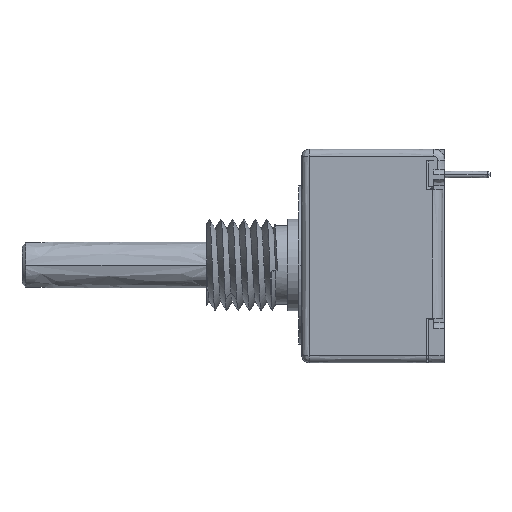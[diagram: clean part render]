
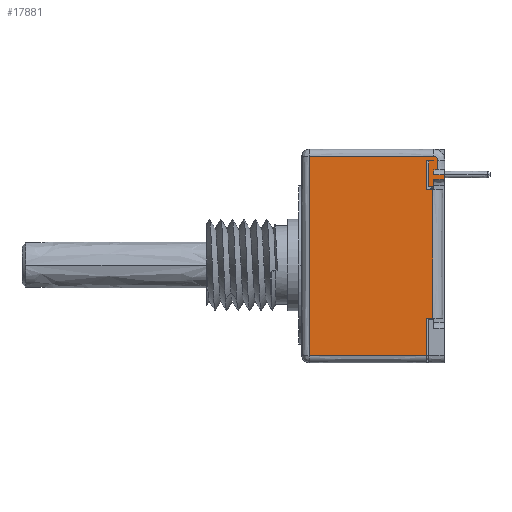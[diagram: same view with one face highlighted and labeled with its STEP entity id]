
A CAD part, left-side view. The second image highlights one B-rep face of the part: STEP entity #17881.
In plain terms, the highlighted free-form (B-spline) face has degree [1, 1] with [2, 2] control points.
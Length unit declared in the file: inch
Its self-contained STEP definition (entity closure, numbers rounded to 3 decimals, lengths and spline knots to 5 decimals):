
#939=DIRECTION('',(0.,0.,1.));
#940=VECTOR('',#939,0.012);
#941=CARTESIAN_POINT('',(-0.2805,-0.006,0.233));
#942=LINE('',#941,#940);
#5694=DIRECTION('',(0.,1.,0.));
#5695=VECTOR('',#5694,0.01031);
#5696=CARTESIAN_POINT('',(-0.2805,0.01169,0.2585));
#5697=LINE('',#5696,#5695);
#5701=DIRECTION('',(0.,0.,1.));
#5702=VECTOR('',#5701,0.0135);
#5703=CARTESIAN_POINT('',(-0.2805,0.022,0.245));
#5704=LINE('',#5703,#5702);
#5708=DIRECTION('',(0.,1.,0.));
#5709=VECTOR('',#5708,0.028);
#5710=CARTESIAN_POINT('',(-0.2805,-0.006,0.245));
#5711=LINE('',#5710,#5709);
#5715=DIRECTION('',(0.,1.,0.));
#5716=VECTOR('',#5715,0.028);
#5717=CARTESIAN_POINT('',(-0.2805,-0.006,0.233));
#5718=LINE('',#5717,#5716);
#5722=DIRECTION('',(0.,0.,1.));
#5723=VECTOR('',#5722,0.02);
#5724=CARTESIAN_POINT('',(-0.2805,0.022,0.213));
#5725=LINE('',#5724,#5723);
#5729=DIRECTION('',(0.,-1.,0.));
#5730=VECTOR('',#5729,0.014);
#5731=CARTESIAN_POINT('',(-0.2805,0.036,0.213));
#5732=LINE('',#5731,#5730);
#5736=DIRECTION('',(0.,0.,1.));
#5737=VECTOR('',#5736,0.07);
#5738=CARTESIAN_POINT('',(-0.2805,0.036,0.213));
#5739=LINE('',#5738,#5737);
#5743=DIRECTION('',(0.,-1.,0.));
#5744=VECTOR('',#5743,0.014);
#5745=CARTESIAN_POINT('',(-0.2805,0.036,0.283));
#5746=LINE('',#5745,#5744);
#5750=DIRECTION('',(0.,0.,1.));
#5751=VECTOR('',#5750,0.001);
#5752=CARTESIAN_POINT('',(-0.2805,0.022,0.283));
#5753=LINE('',#5752,#5751);
#5757=CARTESIAN_POINT('',(-0.2805,0.023,0.284));
#5758=DIRECTION('',(-1.,0.,0.));
#5759=DIRECTION('',(0.,-1.,0.));
#5760=AXIS2_PLACEMENT_3D('',#5757,#5758,#5759);
#5765=DIRECTION('',(0.,1.,0.));
#5766=VECTOR('',#5765,0.019);
#5767=CARTESIAN_POINT('',(-0.2805,0.023,0.285));
#5768=LINE('',#5767,#5766);
#5772=DIRECTION('',(0.,0.,1.));
#5773=VECTOR('',#5772,0.08);
#5774=CARTESIAN_POINT('',(-0.2805,0.042,0.205));
#5775=LINE('',#5774,#5773);
#5779=DIRECTION('',(0.,0.,1.));
#5780=VECTOR('',#5779,0.10131);
#5781=CARTESIAN_POINT('',(-0.2805,0.042,-0.24631));
#5782=LINE('',#5781,#5780);
#5786=CARTESIAN_POINT('',(-0.2805,0.023,0.284));
#5787=DIRECTION('',(1.,0.,0.));
#5788=DIRECTION('',(0.,0.,1.));
#5789=AXIS2_PLACEMENT_3D('',#5786,#5787,#5788);
#5794=DIRECTION('',(0.,0.,-1.));
#5795=VECTOR('',#5794,0.0255);
#5796=CARTESIAN_POINT('',(-0.2805,0.01169,0.284));
#5797=LINE('',#5796,#5795);
#5874=DIRECTION('',(0.,-1.,0.));
#5875=VECTOR('',#5874,0.017);
#5876=CARTESIAN_POINT('',(-0.2805,0.042,-0.145));
#5877=LINE('',#5876,#5875);
#5949=DIRECTION('',(0.,-1.,0.));
#5950=VECTOR('',#5949,0.017);
#5951=CARTESIAN_POINT('',(-0.2805,0.042,0.205));
#5952=LINE('',#5951,#5950);
#6013=DIRECTION('',(0.,0.,1.));
#6014=VECTOR('',#6013,0.35);
#6015=CARTESIAN_POINT('',(-0.2805,0.025,-0.145));
#6016=LINE('',#6015,#6014);
#6582=DIRECTION('',(0.,1.,0.));
#6583=VECTOR('',#6582,0.33831);
#6584=CARTESIAN_POINT('',(-0.2805,0.023,0.29531));
#6585=LINE('',#6584,#6583);
#6628=DIRECTION('',(0.,0.,1.));
#6629=VECTOR('',#6628,0.54163);
#6630=CARTESIAN_POINT('',(-0.2805,0.36131,-0.24631));
#6631=LINE('',#6630,#6629);
#6704=DIRECTION('',(0.,-1.,0.));
#6705=VECTOR('',#6704,0.31931);
#6706=CARTESIAN_POINT('',(-0.2805,0.36131,-0.24631));
#6707=LINE('',#6706,#6705);
#10529=CARTESIAN_POINT('',(-0.2805,0.36131,-0.24631));
#10530=CARTESIAN_POINT('',(-0.2805,0.36131,0.29531));
#10531=VERTEX_POINT('',#10529);
#10532=VERTEX_POINT('',#10530);
#10579=CARTESIAN_POINT('',(-0.2805,0.042,-0.24631));
#10581=VERTEX_POINT('',#10579);
#10631=CARTESIAN_POINT('',(-0.2805,0.025,-0.145));
#10633=VERTEX_POINT('',#10631);
#10637=CARTESIAN_POINT('',(-0.2805,0.025,0.205));
#10639=VERTEX_POINT('',#10637);
#10647=CARTESIAN_POINT('',(-0.2805,0.042,-0.145));
#10648=VERTEX_POINT('',#10647);
#10651=CARTESIAN_POINT('',(-0.2805,0.042,0.205));
#10652=VERTEX_POINT('',#10651);
#10711=CARTESIAN_POINT('',(-0.2805,0.022,0.284));
#10712=CARTESIAN_POINT('',(-0.2805,0.023,0.285));
#10713=VERTEX_POINT('',#10711);
#10714=VERTEX_POINT('',#10712);
#10725=CARTESIAN_POINT('',(-0.2805,0.01169,0.2585));
#10726=VERTEX_POINT('',#10725);
#10727=CARTESIAN_POINT('',(-0.2805,0.023,0.29531));
#10728=VERTEX_POINT('',#10727);
#10729=CARTESIAN_POINT('',(-0.2805,0.01169,0.284));
#10730=VERTEX_POINT('',#10729);
#10791=CARTESIAN_POINT('',(-0.2805,0.042,0.285));
#10792=VERTEX_POINT('',#10791);
#11414=CARTESIAN_POINT('',(-0.2805,-0.006,0.233));
#11415=CARTESIAN_POINT('',(-0.2805,0.022,0.233));
#11416=VERTEX_POINT('',#11414);
#11417=VERTEX_POINT('',#11415);
#11434=CARTESIAN_POINT('',(-0.2805,-0.006,0.245));
#11435=VERTEX_POINT('',#11434);
#11446=CARTESIAN_POINT('',(-0.2805,0.022,0.245));
#11447=VERTEX_POINT('',#11446);
#11470=CARTESIAN_POINT('',(-0.2805,0.036,0.213));
#11471=CARTESIAN_POINT('',(-0.2805,0.036,0.283));
#11472=VERTEX_POINT('',#11470);
#11473=VERTEX_POINT('',#11471);
#11480=CARTESIAN_POINT('',(-0.2805,0.022,0.213));
#11481=VERTEX_POINT('',#11480);
#12250=CARTESIAN_POINT('',(-0.2805,0.022,0.2585));
#12252=VERTEX_POINT('',#12250);
#12258=CARTESIAN_POINT('',(-0.2805,0.022,0.283));
#12260=VERTEX_POINT('',#12258);
#17837=CARTESIAN_POINT('',(-0.2805,-0.01335,-0.25715));
#17838=CARTESIAN_POINT('',(-0.2805,0.36866,-0.25715));
#17839=CARTESIAN_POINT('',(-0.2805,-0.01335,0.30615));
#17840=CARTESIAN_POINT('',(-0.2805,0.36866,0.30615));
#17841=B_SPLINE_SURFACE_WITH_KNOTS('',1,1,((#17837,#17838),(#17839,#17840)),
.UNSPECIFIED.,.F.,.F.,.F.,(2,2),(2,2),(0.00885,0.57215),(
-0.01335,0.36866),.UNSPECIFIED.);
#17843=ORIENTED_EDGE('',*,*,#17842,.T.);
#17844=ORIENTED_EDGE('',*,*,#16522,.F.);
#17846=ORIENTED_EDGE('',*,*,#17845,.F.);
#17847=ORIENTED_EDGE('',*,*,#12479,.F.);
#17849=ORIENTED_EDGE('',*,*,#17848,.T.);
#17850=ORIENTED_EDGE('',*,*,#16440,.F.);
#17852=ORIENTED_EDGE('',*,*,#17851,.F.);
#17853=ORIENTED_EDGE('',*,*,#16712,.T.);
#17854=ORIENTED_EDGE('',*,*,#17146,.T.);
#17856=ORIENTED_EDGE('',*,*,#17855,.T.);
#17858=ORIENTED_EDGE('',*,*,#17857,.T.);
#17860=ORIENTED_EDGE('',*,*,#17859,.T.);
#17861=ORIENTED_EDGE('',*,*,#16989,.F.);
#17863=ORIENTED_EDGE('',*,*,#17862,.T.);
#17865=ORIENTED_EDGE('',*,*,#17864,.F.);
#17867=ORIENTED_EDGE('',*,*,#17866,.F.);
#17868=ORIENTED_EDGE('',*,*,#17013,.F.);
#17870=ORIENTED_EDGE('',*,*,#17869,.F.);
#17872=ORIENTED_EDGE('',*,*,#17871,.T.);
#17874=ORIENTED_EDGE('',*,*,#17873,.F.);
#17876=ORIENTED_EDGE('',*,*,#17875,.T.);
#17878=ORIENTED_EDGE('',*,*,#17877,.T.);
#17879=EDGE_LOOP('',(#17843,#17844,#17846,#17847,#17849,#17850,#17852,#17853,
#17854,#17856,#17858,#17860,#17861,#17863,#17865,#17867,#17868,#17870,#17872,
#17874,#17876,#17878));
#17880=FACE_OUTER_BOUND('',#17879,.F.);
#17881=ADVANCED_FACE('',(#17880),#17841,.T.);
#5761=CIRCLE('',#5760,0.001);
#5790=CIRCLE('',#5789,0.01131);
#12479=EDGE_CURVE('',#11416,#11435,#942,.T.);
#16440=EDGE_CURVE('',#11481,#11417,#5725,.T.);
#16522=EDGE_CURVE('',#11447,#12252,#5704,.T.);
#16712=EDGE_CURVE('',#11472,#11473,#5739,.T.);
#16989=EDGE_CURVE('',#10652,#10792,#5775,.T.);
#17013=EDGE_CURVE('',#10581,#10648,#5782,.T.);
#17146=EDGE_CURVE('',#11473,#12260,#5746,.T.);
#17842=EDGE_CURVE('',#10726,#12252,#5697,.T.);
#17845=EDGE_CURVE('',#11435,#11447,#5711,.T.);
#17848=EDGE_CURVE('',#11416,#11417,#5718,.T.);
#17851=EDGE_CURVE('',#11472,#11481,#5732,.T.);
#17855=EDGE_CURVE('',#12260,#10713,#5753,.T.);
#17857=EDGE_CURVE('',#10713,#10714,#5761,.T.);
#17859=EDGE_CURVE('',#10714,#10792,#5768,.T.);
#17862=EDGE_CURVE('',#10652,#10639,#5952,.T.);
#17864=EDGE_CURVE('',#10633,#10639,#6016,.T.);
#17866=EDGE_CURVE('',#10648,#10633,#5877,.T.);
#17869=EDGE_CURVE('',#10531,#10581,#6707,.T.);
#17871=EDGE_CURVE('',#10531,#10532,#6631,.T.);
#17873=EDGE_CURVE('',#10728,#10532,#6585,.T.);
#17875=EDGE_CURVE('',#10728,#10730,#5790,.T.);
#17877=EDGE_CURVE('',#10730,#10726,#5797,.T.);
